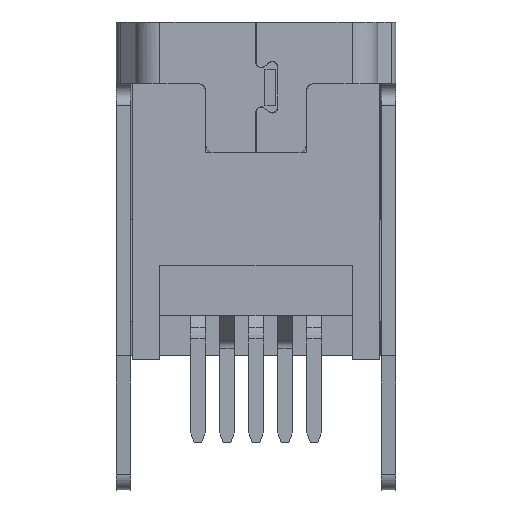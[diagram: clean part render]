
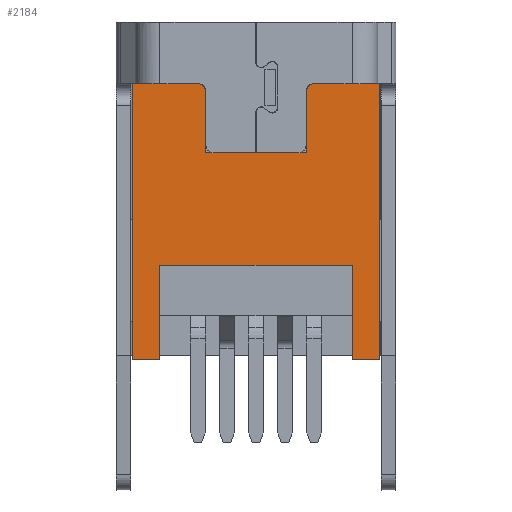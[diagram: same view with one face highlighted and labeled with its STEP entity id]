
A CAD part, front view. The second image highlights one B-rep face of the part: STEP entity #2184.
In plain terms, the highlighted planar face has unit normal (0, -1, 0).
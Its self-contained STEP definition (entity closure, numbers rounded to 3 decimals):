
#594 = VERTEX_POINT('',#595);
#595 = CARTESIAN_POINT('',(1.595,-1.,5.5));
#737 = VERTEX_POINT('',#738);
#738 = CARTESIAN_POINT('',(0.42,-1.,5.5));
#803 = VERTEX_POINT('',#804);
#804 = CARTESIAN_POINT('',(-1.411,-1.,7.4));
#811 = EDGE_CURVE('',#803,#812,#814,.T.);
#812 = VERTEX_POINT('',#813);
#813 = CARTESIAN_POINT('',(0.,-1.,7.4));
#814 = LINE('',#815,#816);
#815 = CARTESIAN_POINT('',(-1.8,-1.,7.4));
#816 = VECTOR('',#817,1.);
#817 = DIRECTION('',(1.,0.,0.));
#1241 = EDGE_CURVE('',#594,#737,#1242,.T.);
#1242 = LINE('',#1243,#1244);
#1243 = CARTESIAN_POINT('',(-0.8,-1.,5.5));
#1244 = VECTOR('',#1245,1.);
#1245 = DIRECTION('',(-1.,0.,0.));
#1278 = VERTEX_POINT('',#1279);
#1279 = CARTESIAN_POINT('',(1.605,-1.,5.5));
#1285 = EDGE_CURVE('',#1278,#594,#1286,.T.);
#1286 = LINE('',#1287,#1288);
#1287 = CARTESIAN_POINT('',(-0.8,-1.,5.5));
#1288 = VECTOR('',#1289,1.);
#1289 = DIRECTION('',(-1.,0.,0.));
#1301 = EDGE_CURVE('',#1302,#812,#1304,.T.);
#1302 = VERTEX_POINT('',#1303);
#1303 = CARTESIAN_POINT('',(0.2,-1.,7.2));
#1304 = CIRCLE('',#1305,0.2);
#1305 = AXIS2_PLACEMENT_3D('',#1306,#1307,#1308);
#1306 = CARTESIAN_POINT('',(0.,-1.,7.2));
#1307 = DIRECTION('',(0.,-1.,0.));
#1308 = DIRECTION('',(0.,0.,-1.));
#1326 = EDGE_CURVE('',#1327,#1302,#1329,.T.);
#1327 = VERTEX_POINT('',#1328);
#1328 = CARTESIAN_POINT('',(0.2,-1.,5.5));
#1329 = LINE('',#1330,#1331);
#1330 = CARTESIAN_POINT('',(0.2,-1.,14.069));
#1331 = VECTOR('',#1332,1.);
#1332 = DIRECTION('',(0.,0.,1.));
#1351 = EDGE_CURVE('',#737,#1327,#1352,.T.);
#1352 = LINE('',#1353,#1354);
#1353 = CARTESIAN_POINT('',(-0.8,-1.,5.5));
#1354 = VECTOR('',#1355,1.);
#1355 = DIRECTION('',(-1.,0.,0.));
#1516 = VERTEX_POINT('',#1517);
#1517 = CARTESIAN_POINT('',(2.78,-1.,5.5));
#1525 = VERTEX_POINT('',#1526);
#1526 = CARTESIAN_POINT('',(3.,-1.,5.5));
#1532 = EDGE_CURVE('',#1525,#1516,#1533,.T.);
#1533 = LINE('',#1534,#1535);
#1534 = CARTESIAN_POINT('',(-0.8,-1.,5.5));
#1535 = VECTOR('',#1536,1.);
#1536 = DIRECTION('',(-1.,0.,0.));
#1548 = EDGE_CURVE('',#1549,#1525,#1551,.T.);
#1549 = VERTEX_POINT('',#1550);
#1550 = CARTESIAN_POINT('',(3.,-1.,7.2));
#1551 = LINE('',#1552,#1553);
#1552 = CARTESIAN_POINT('',(3.,-1.,13.219));
#1553 = VECTOR('',#1554,1.);
#1554 = DIRECTION('',(0.,0.,-1.));
#1572 = EDGE_CURVE('',#1573,#1549,#1575,.T.);
#1573 = VERTEX_POINT('',#1574);
#1574 = CARTESIAN_POINT('',(3.2,-1.,7.4));
#1575 = CIRCLE('',#1576,0.2);
#1576 = AXIS2_PLACEMENT_3D('',#1577,#1578,#1579);
#1577 = CARTESIAN_POINT('',(3.2,-1.,7.2));
#1578 = DIRECTION('',(0.,-1.,0.));
#1579 = DIRECTION('',(0.,0.,-1.));
#2184 = ADVANCED_FACE('',(#2185),#2280,.T.);
#2185 = FACE_BOUND('',#2186,.T.);
#2186 = EDGE_LOOP('',(#2187,#2197,#2205,#2213,#2221,#2227,#2228,#2229,
    #2230,#2236,#2237,#2238,#2239,#2240,#2241,#2242,#2250,#2258,#2266,
    #2274));
#2187 = ORIENTED_EDGE('',*,*,#2188,.T.);
#2188 = EDGE_CURVE('',#2189,#2191,#2193,.T.);
#2189 = VERTEX_POINT('',#2190);
#2190 = CARTESIAN_POINT('',(4.25,-1.,2.4));
#2191 = VERTEX_POINT('',#2192);
#2192 = CARTESIAN_POINT('',(4.25,-1.,-0.2));
#2193 = LINE('',#2194,#2195);
#2194 = CARTESIAN_POINT('',(4.25,-1.,10.369));
#2195 = VECTOR('',#2196,1.);
#2196 = DIRECTION('',(0.,0.,-1.));
#2197 = ORIENTED_EDGE('',*,*,#2198,.T.);
#2198 = EDGE_CURVE('',#2191,#2199,#2201,.T.);
#2199 = VERTEX_POINT('',#2200);
#2200 = CARTESIAN_POINT('',(5.,-1.,-0.2));
#2201 = LINE('',#2202,#2203);
#2202 = CARTESIAN_POINT('',(1.6,-1.,-0.2));
#2203 = VECTOR('',#2204,1.);
#2204 = DIRECTION('',(1.,0.,0.));
#2205 = ORIENTED_EDGE('',*,*,#2206,.T.);
#2206 = EDGE_CURVE('',#2199,#2207,#2209,.T.);
#2207 = VERTEX_POINT('',#2208);
#2208 = CARTESIAN_POINT('',(5.,-1.,7.4));
#2209 = LINE('',#2210,#2211);
#2210 = CARTESIAN_POINT('',(5.,-1.,12.319));
#2211 = VECTOR('',#2212,1.);
#2212 = DIRECTION('',(0.,0.,1.));
#2213 = ORIENTED_EDGE('',*,*,#2214,.F.);
#2214 = EDGE_CURVE('',#2215,#2207,#2217,.T.);
#2215 = VERTEX_POINT('',#2216);
#2216 = CARTESIAN_POINT('',(4.611,-1.,7.4));
#2217 = LINE('',#2218,#2219);
#2218 = CARTESIAN_POINT('',(-1.8,-1.,7.4));
#2219 = VECTOR('',#2220,1.);
#2220 = DIRECTION('',(1.,0.,0.));
#2221 = ORIENTED_EDGE('',*,*,#2222,.F.);
#2222 = EDGE_CURVE('',#1573,#2215,#2223,.T.);
#2223 = LINE('',#2224,#2225);
#2224 = CARTESIAN_POINT('',(-1.8,-1.,7.4));
#2225 = VECTOR('',#2226,1.);
#2226 = DIRECTION('',(1.,0.,0.));
#2227 = ORIENTED_EDGE('',*,*,#1572,.T.);
#2228 = ORIENTED_EDGE('',*,*,#1548,.T.);
#2229 = ORIENTED_EDGE('',*,*,#1532,.T.);
#2230 = ORIENTED_EDGE('',*,*,#2231,.T.);
#2231 = EDGE_CURVE('',#1516,#1278,#2232,.T.);
#2232 = LINE('',#2233,#2234);
#2233 = CARTESIAN_POINT('',(-0.8,-1.,5.5));
#2234 = VECTOR('',#2235,1.);
#2235 = DIRECTION('',(-1.,0.,0.));
#2236 = ORIENTED_EDGE('',*,*,#1285,.T.);
#2237 = ORIENTED_EDGE('',*,*,#1241,.T.);
#2238 = ORIENTED_EDGE('',*,*,#1351,.T.);
#2239 = ORIENTED_EDGE('',*,*,#1326,.T.);
#2240 = ORIENTED_EDGE('',*,*,#1301,.T.);
#2241 = ORIENTED_EDGE('',*,*,#811,.F.);
#2242 = ORIENTED_EDGE('',*,*,#2243,.F.);
#2243 = EDGE_CURVE('',#2244,#803,#2246,.T.);
#2244 = VERTEX_POINT('',#2245);
#2245 = CARTESIAN_POINT('',(-1.8,-1.,7.4));
#2246 = LINE('',#2247,#2248);
#2247 = CARTESIAN_POINT('',(-1.8,-1.,7.4));
#2248 = VECTOR('',#2249,1.);
#2249 = DIRECTION('',(1.,0.,0.));
#2250 = ORIENTED_EDGE('',*,*,#2251,.T.);
#2251 = EDGE_CURVE('',#2244,#2252,#2254,.T.);
#2252 = VERTEX_POINT('',#2253);
#2253 = CARTESIAN_POINT('',(-1.8,-1.,-0.2));
#2254 = LINE('',#2255,#2256);
#2255 = CARTESIAN_POINT('',(-1.8,-1.,10.369));
#2256 = VECTOR('',#2257,1.);
#2257 = DIRECTION('',(0.,0.,-1.));
#2258 = ORIENTED_EDGE('',*,*,#2259,.T.);
#2259 = EDGE_CURVE('',#2252,#2260,#2262,.T.);
#2260 = VERTEX_POINT('',#2261);
#2261 = CARTESIAN_POINT('',(-1.05,-1.,-0.2));
#2262 = LINE('',#2263,#2264);
#2263 = CARTESIAN_POINT('',(-1.425,-1.,-0.2));
#2264 = VECTOR('',#2265,1.);
#2265 = DIRECTION('',(1.,0.,0.));
#2266 = ORIENTED_EDGE('',*,*,#2267,.T.);
#2267 = EDGE_CURVE('',#2260,#2268,#2270,.T.);
#2268 = VERTEX_POINT('',#2269);
#2269 = CARTESIAN_POINT('',(-1.05,-1.,2.4));
#2270 = LINE('',#2271,#2272);
#2271 = CARTESIAN_POINT('',(-1.05,-1.,4.029));
#2272 = VECTOR('',#2273,1.);
#2273 = DIRECTION('',(0.,0.,1.));
#2274 = ORIENTED_EDGE('',*,*,#2275,.T.);
#2275 = EDGE_CURVE('',#2268,#2189,#2276,.T.);
#2276 = LINE('',#2277,#2278);
#2277 = CARTESIAN_POINT('',(1.225,-1.,2.4));
#2278 = VECTOR('',#2279,1.);
#2279 = DIRECTION('',(1.,0.,0.));
#2280 = PLANE('',#2281);
#2281 = AXIS2_PLACEMENT_3D('',#2282,#2283,#2284);
#2282 = CARTESIAN_POINT('',(-1.8,-1.,20.938));
#2283 = DIRECTION('',(0.,-1.,0.));
#2284 = DIRECTION('',(0.,0.,-1.));
